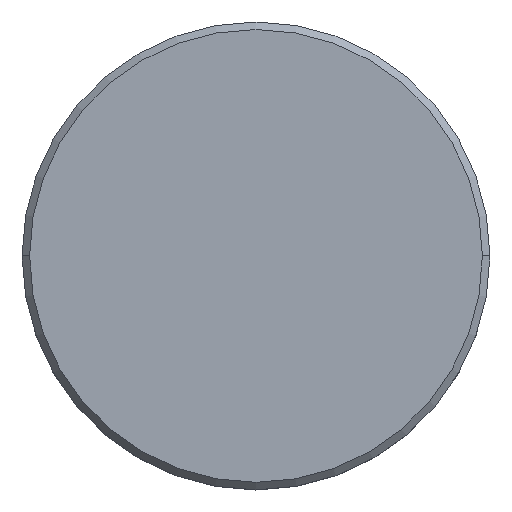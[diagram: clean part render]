
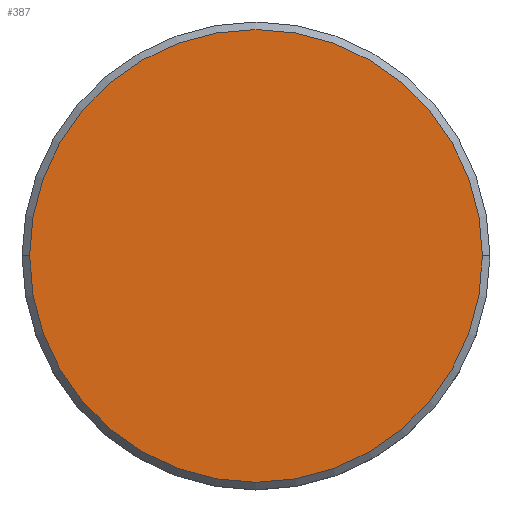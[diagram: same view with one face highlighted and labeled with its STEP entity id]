
A CAD part, top view. The second image highlights one B-rep face of the part: STEP entity #387.
In plain terms, the highlighted planar face has unit normal (0, 0, 1).
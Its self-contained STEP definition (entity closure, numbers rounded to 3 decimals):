
#125 = DIRECTION ( 'NONE',  ( 1., 0., 0. ) ) ;
#176 = CIRCLE ( 'NONE', #1086, 15. ) ;
#197 = AXIS2_PLACEMENT_3D ( 'NONE', #519, #1066, #125 ) ;
#310 = DIRECTION ( 'NONE',  ( 1., 0., 0. ) ) ;
#357 = EDGE_CURVE ( 'NONE', #1096, #973, #176, .T. ) ;
#387 = ADVANCED_FACE ( 'NONE', ( #401 ), #772, .T. ) ;
#396 = CARTESIAN_POINT ( 'NONE',  ( 0., 0., 0. ) ) ;
#401 = FACE_OUTER_BOUND ( 'NONE', #1175, .T. ) ;
#499 = ORIENTED_EDGE ( 'NONE', *, *, #679, .T. ) ;
#519 = CARTESIAN_POINT ( 'NONE',  ( 0., 0., 0. ) ) ;
#645 = CARTESIAN_POINT ( 'NONE',  ( -15., 0., 0. ) ) ;
#679 = EDGE_CURVE ( 'NONE', #973, #1096, #703, .T. ) ;
#703 = CIRCLE ( 'NONE', #197, 15. ) ;
#769 = AXIS2_PLACEMENT_3D ( 'NONE', #873, #1126, #310 ) ;
#772 = PLANE ( 'NONE',  #769 ) ;
#802 = ORIENTED_EDGE ( 'NONE', *, *, #357, .T. ) ;
#855 = CARTESIAN_POINT ( 'NONE',  ( 15., 0., 0. ) ) ;
#873 = CARTESIAN_POINT ( 'NONE',  ( 0., 0., 0. ) ) ;
#942 = DIRECTION ( 'NONE',  ( 1., 0., 0. ) ) ;
#973 = VERTEX_POINT ( 'NONE', #855 ) ;
#1032 = DIRECTION ( 'NONE',  ( 0., 0., 1. ) ) ;
#1066 = DIRECTION ( 'NONE',  ( 0., 0., 1. ) ) ;
#1086 = AXIS2_PLACEMENT_3D ( 'NONE', #396, #1032, #942 ) ;
#1096 = VERTEX_POINT ( 'NONE', #645 ) ;
#1126 = DIRECTION ( 'NONE',  ( 0., 0., 1. ) ) ;
#1175 = EDGE_LOOP ( 'NONE', ( #802, #499 ) ) ;
